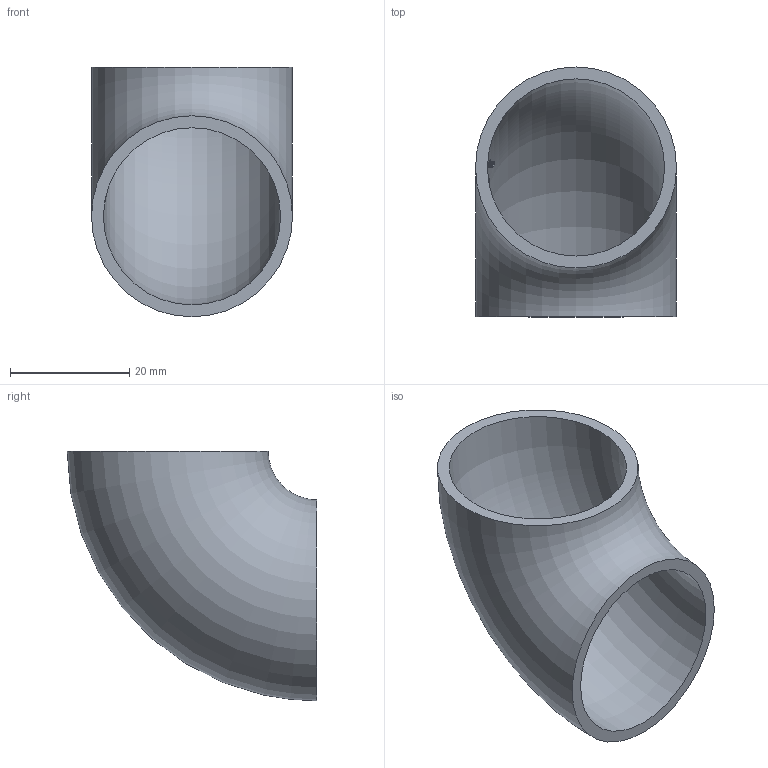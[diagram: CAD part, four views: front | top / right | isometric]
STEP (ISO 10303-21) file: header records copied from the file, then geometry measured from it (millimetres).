
FILE_DESCRIPTION (( 'STEP AP203' ), '1' );
FILE_NAME ('55232-240.step', '2022-04-13T07:59:58', ( '' ), ( '' ), 'SwSTEP 2.0', 'SolidWorks 2018', '' );
FILE_SCHEMA (( 'CONFIG_CONTROL_DESIGN' ));
Length unit declared in the file: millimetre
Products named in the file (1): 55232-240
Bounding box: 33.7 x 41.85 x 41.85 mm (x, y, z)
Volume: 7821.1 mm3; surface area: 8230 mm2
Topology: 1 solids, 1 shells, 235 faces, 633 edges, 422 vertices
Faces by surface type: plane 106, bspline 105, torus 24
Entity records: 12027 total; most frequent: CARTESIAN_POINT 7185, ORIENTED_EDGE 1262, EDGE_CURVE 631, DIRECTION 479, VERTEX_POINT 422, B_SPLINE_CURVE_WITH_KNOTS 418, EDGE_LOOP 261, FACE_OUTER_BOUND 237
